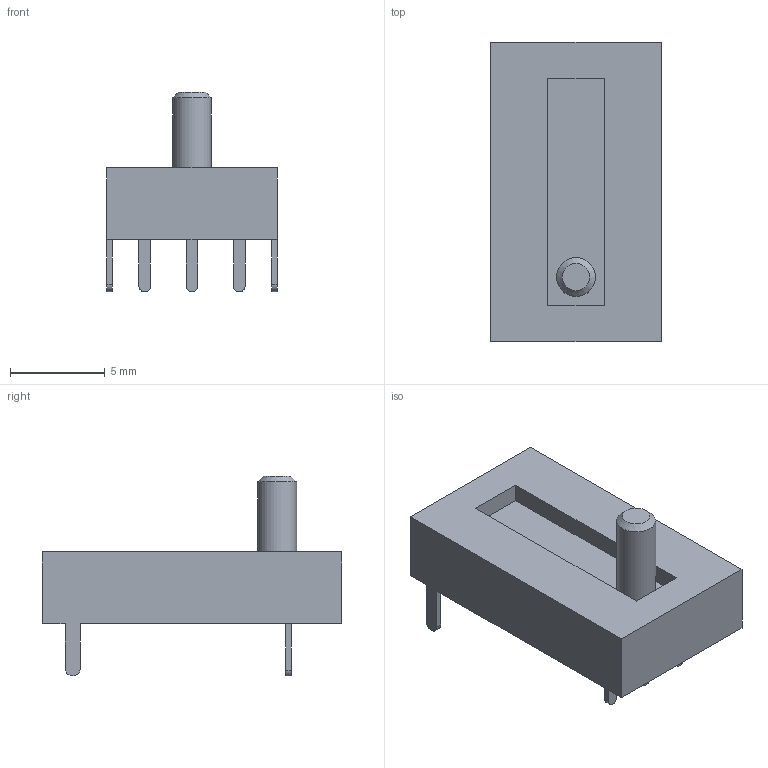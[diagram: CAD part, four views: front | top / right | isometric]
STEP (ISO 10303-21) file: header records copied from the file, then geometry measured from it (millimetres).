
FILE_DESCRIPTION(/* description */ (''),/* implementation_level */ '2;1');
FILE_NAME(/* name */ 'Slide Potentiometer v2.step',/* time_stamp */ '2023-06-13T22:07:35-07:00',/* author */ (''),/* organization */ (''),/* preprocessor_version */ 'ST-DEVELOPER v19.2',/* originating_system */ 'Autodesk Translation Framework v12.6.0.85',/* authorisation */ '');
FILE_SCHEMA (('AUTOMOTIVE_DESIGN { 1 0 10303 214 3 1 1 }'));
Length unit declared in the file: millimetre
Products named in the file (3): Noble Slide Potentiometer; Slider; Body
Assembly tree (2 placements, depth 2):
  Noble Slide Potentiometer
    Slider
    Body
Bounding box: 9 x 15.8 x 10.55 mm (x, y, z)
Volume: 523.3 mm3; surface area: 566.4 mm2
Topology: 2 solids, 2 shells, 38 faces, 89 edges, 59 vertices
Faces by surface type: plane 31, cylinder 6, cone 1
Full cylindrical faces by diameter (mm): 2.05 x1
Entity records: 1163 total; most frequent: CARTESIAN_POINT 191, DIRECTION 188, ORIENTED_EDGE 178, EDGE_CURVE 89, LINE 76, VECTOR 76, VERTEX_POINT 59, AXIS2_PLACEMENT_3D 56
